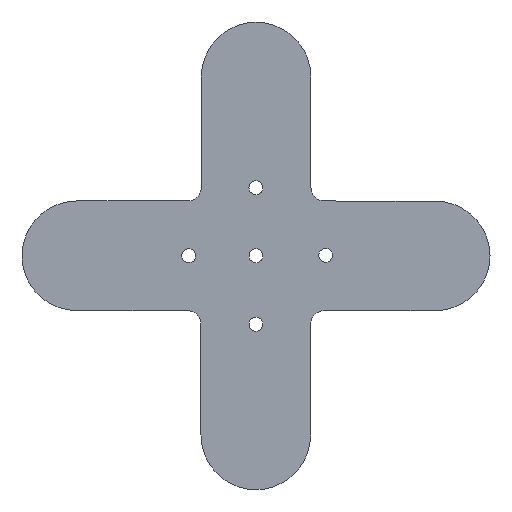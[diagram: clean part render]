
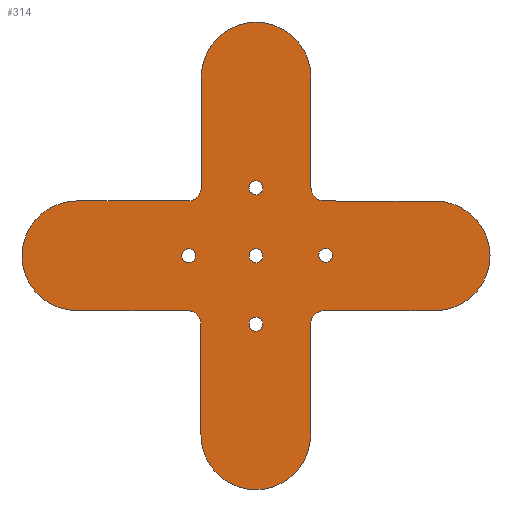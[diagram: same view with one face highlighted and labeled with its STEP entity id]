
A CAD part, top view. The second image highlights one B-rep face of the part: STEP entity #314.
In plain terms, the highlighted planar face has unit normal (0, 0, 1).
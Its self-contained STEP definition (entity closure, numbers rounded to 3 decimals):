
#42 = VERTEX_POINT('',#43);
#43 = CARTESIAN_POINT('',(187.675,-67.475,1.51));
#49 = EDGE_CURVE('',#42,#50,#52,.T.);
#50 = VERTEX_POINT('',#51);
#51 = CARTESIAN_POINT('',(238.475,-67.475,1.51));
#52 = CIRCLE('',#53,25.4);
#53 = AXIS2_PLACEMENT_3D('',#54,#55,#56);
#54 = CARTESIAN_POINT('',(213.075,-67.475,1.51));
#55 = DIRECTION('',(0.,0.,-1.));
#56 = DIRECTION('',(-1.,0.,-0.));
#84 = VERTEX_POINT('',#85);
#85 = CARTESIAN_POINT('',(187.66,-118.575,1.51));
#91 = EDGE_CURVE('',#84,#42,#92,.T.);
#92 = LINE('',#93,#94);
#93 = CARTESIAN_POINT('',(187.66,-118.575,1.51));
#94 = VECTOR('',#95,1.);
#95 = DIRECTION('',(0.,1.,0.));
#113 = EDGE_CURVE('',#50,#114,#116,.T.);
#114 = VERTEX_POINT('',#115);
#115 = CARTESIAN_POINT('',(238.515,-118.6,1.51));
#116 = LINE('',#117,#118);
#117 = CARTESIAN_POINT('',(238.475,-67.475,1.51));
#118 = VECTOR('',#119,1.);
#119 = DIRECTION('',(0.001,-1.,0.));
#314 = ADVANCED_FACE('',(#315,#429,#440,#451,#462,#473),#484,.T.);
#315 = FACE_BOUND('',#316,.T.);
#316 = EDGE_LOOP('',(#317,#318,#319,#328,#336,#345,#353,#362,#370,#379,
    #387,#396,#404,#413,#421,#428));
#317 = ORIENTED_EDGE('',*,*,#49,.F.);
#318 = ORIENTED_EDGE('',*,*,#91,.F.);
#319 = ORIENTED_EDGE('',*,*,#320,.F.);
#320 = EDGE_CURVE('',#321,#84,#323,.T.);
#321 = VERTEX_POINT('',#322);
#322 = CARTESIAN_POINT('',(181.31,-124.925,1.51));
#323 = CIRCLE('',#324,6.35);
#324 = AXIS2_PLACEMENT_3D('',#325,#326,#327);
#325 = CARTESIAN_POINT('',(181.31,-118.575,1.51));
#326 = DIRECTION('',(0.,0.,1.));
#327 = DIRECTION('',(0.,-1.,0.));
#328 = ORIENTED_EDGE('',*,*,#329,.F.);
#329 = EDGE_CURVE('',#330,#321,#332,.T.);
#330 = VERTEX_POINT('',#331);
#331 = CARTESIAN_POINT('',(129.975,-124.95,1.51));
#332 = LINE('',#333,#334);
#333 = CARTESIAN_POINT('',(129.975,-124.95,1.51));
#334 = VECTOR('',#335,1.);
#335 = DIRECTION('',(1.,0.,0.));
#336 = ORIENTED_EDGE('',*,*,#337,.F.);
#337 = EDGE_CURVE('',#338,#330,#340,.T.);
#338 = VERTEX_POINT('',#339);
#339 = CARTESIAN_POINT('',(129.975,-175.75,1.51));
#340 = CIRCLE('',#341,25.4);
#341 = AXIS2_PLACEMENT_3D('',#342,#343,#344);
#342 = CARTESIAN_POINT('',(129.975,-150.35,1.51));
#343 = DIRECTION('',(0.,0.,-1.));
#344 = DIRECTION('',(0.,-1.,-0.));
#345 = ORIENTED_EDGE('',*,*,#346,.F.);
#346 = EDGE_CURVE('',#347,#338,#349,.T.);
#347 = VERTEX_POINT('',#348);
#348 = CARTESIAN_POINT('',(181.16,-175.725,1.51));
#349 = LINE('',#350,#351);
#350 = CARTESIAN_POINT('',(181.16,-175.725,1.51));
#351 = VECTOR('',#352,1.);
#352 = DIRECTION('',(-1.,0.,0.));
#353 = ORIENTED_EDGE('',*,*,#354,.F.);
#354 = EDGE_CURVE('',#355,#347,#357,.T.);
#355 = VERTEX_POINT('',#356);
#356 = CARTESIAN_POINT('',(187.51,-182.075,1.51));
#357 = CIRCLE('',#358,6.35);
#358 = AXIS2_PLACEMENT_3D('',#359,#360,#361);
#359 = CARTESIAN_POINT('',(181.16,-182.075,1.51));
#360 = DIRECTION('',(0.,0.,1.));
#361 = DIRECTION('',(1.,0.,-0.));
#362 = ORIENTED_EDGE('',*,*,#363,.F.);
#363 = EDGE_CURVE('',#364,#355,#366,.T.);
#364 = VERTEX_POINT('',#365);
#365 = CARTESIAN_POINT('',(187.55,-233.425,1.51));
#366 = LINE('',#367,#368);
#367 = CARTESIAN_POINT('',(187.55,-233.425,1.51));
#368 = VECTOR('',#369,1.);
#369 = DIRECTION('',(-0.001,1.,0.));
#370 = ORIENTED_EDGE('',*,*,#371,.F.);
#371 = EDGE_CURVE('',#372,#364,#374,.T.);
#372 = VERTEX_POINT('',#373);
#373 = CARTESIAN_POINT('',(238.35,-233.425,1.51));
#374 = CIRCLE('',#375,25.4);
#375 = AXIS2_PLACEMENT_3D('',#376,#377,#378);
#376 = CARTESIAN_POINT('',(212.95,-233.425,1.51));
#377 = DIRECTION('',(0.,0.,-1.));
#378 = DIRECTION('',(1.,0.,0.));
#379 = ORIENTED_EDGE('',*,*,#380,.F.);
#380 = EDGE_CURVE('',#381,#372,#383,.T.);
#381 = VERTEX_POINT('',#382);
#382 = CARTESIAN_POINT('',(238.35,-182.15,1.51));
#383 = LINE('',#384,#385);
#384 = CARTESIAN_POINT('',(238.35,-182.15,1.51));
#385 = VECTOR('',#386,1.);
#386 = DIRECTION('',(0.,-1.,0.));
#387 = ORIENTED_EDGE('',*,*,#388,.F.);
#388 = EDGE_CURVE('',#389,#381,#391,.T.);
#389 = VERTEX_POINT('',#390);
#390 = CARTESIAN_POINT('',(244.7,-175.8,1.51));
#391 = CIRCLE('',#392,6.35);
#392 = AXIS2_PLACEMENT_3D('',#393,#394,#395);
#393 = CARTESIAN_POINT('',(244.7,-182.15,1.51));
#394 = DIRECTION('',(0.,0.,1.));
#395 = DIRECTION('',(0.,1.,0.));
#396 = ORIENTED_EDGE('',*,*,#397,.F.);
#397 = EDGE_CURVE('',#398,#389,#400,.T.);
#398 = VERTEX_POINT('',#399);
#399 = CARTESIAN_POINT('',(296.125,-175.8,1.51));
#400 = LINE('',#401,#402);
#401 = CARTESIAN_POINT('',(296.125,-175.8,1.51));
#402 = VECTOR('',#403,1.);
#403 = DIRECTION('',(-1.,0.,0.));
#404 = ORIENTED_EDGE('',*,*,#405,.F.);
#405 = EDGE_CURVE('',#406,#398,#408,.T.);
#406 = VERTEX_POINT('',#407);
#407 = CARTESIAN_POINT('',(296.125,-125.,1.51));
#408 = CIRCLE('',#409,25.4);
#409 = AXIS2_PLACEMENT_3D('',#410,#411,#412);
#410 = CARTESIAN_POINT('',(296.125,-150.4,1.51));
#411 = DIRECTION('',(0.,0.,-1.));
#412 = DIRECTION('',(0.,1.,0.));
#413 = ORIENTED_EDGE('',*,*,#414,.F.);
#414 = EDGE_CURVE('',#415,#406,#417,.T.);
#415 = VERTEX_POINT('',#416);
#416 = CARTESIAN_POINT('',(244.865,-124.95,1.51));
#417 = LINE('',#418,#419);
#418 = CARTESIAN_POINT('',(244.865,-124.95,1.51));
#419 = VECTOR('',#420,1.);
#420 = DIRECTION('',(1.,-0.001,0.));
#421 = ORIENTED_EDGE('',*,*,#422,.F.);
#422 = EDGE_CURVE('',#114,#415,#423,.T.);
#423 = CIRCLE('',#424,6.35);
#424 = AXIS2_PLACEMENT_3D('',#425,#426,#427);
#425 = CARTESIAN_POINT('',(244.865,-118.6,1.51));
#426 = DIRECTION('',(0.,0.,1.));
#427 = DIRECTION('',(-1.,0.,0.));
#428 = ORIENTED_EDGE('',*,*,#113,.F.);
#429 = FACE_BOUND('',#430,.T.);
#430 = EDGE_LOOP('',(#431));
#431 = ORIENTED_EDGE('',*,*,#432,.T.);
#432 = EDGE_CURVE('',#433,#433,#435,.T.);
#433 = VERTEX_POINT('',#434);
#434 = CARTESIAN_POINT('',(213.025,-185.275,1.51));
#435 = CIRCLE('',#436,3.2);
#436 = AXIS2_PLACEMENT_3D('',#437,#438,#439);
#437 = CARTESIAN_POINT('',(213.025,-182.075,1.51));
#438 = DIRECTION('',(-0.,0.,-1.));
#439 = DIRECTION('',(0.,-1.,-0.));
#440 = FACE_BOUND('',#441,.T.);
#441 = EDGE_LOOP('',(#442));
#442 = ORIENTED_EDGE('',*,*,#443,.T.);
#443 = EDGE_CURVE('',#444,#444,#446,.T.);
#444 = VERTEX_POINT('',#445);
#445 = CARTESIAN_POINT('',(181.875,-153.525,1.51));
#446 = CIRCLE('',#447,3.2);
#447 = AXIS2_PLACEMENT_3D('',#448,#449,#450);
#448 = CARTESIAN_POINT('',(181.875,-150.325,1.51));
#449 = DIRECTION('',(-0.,0.,-1.));
#450 = DIRECTION('',(-0.,-1.,0.));
#451 = FACE_BOUND('',#452,.T.);
#452 = EDGE_LOOP('',(#453));
#453 = ORIENTED_EDGE('',*,*,#454,.T.);
#454 = EDGE_CURVE('',#455,#455,#457,.T.);
#455 = VERTEX_POINT('',#456);
#456 = CARTESIAN_POINT('',(213.025,-153.5,1.51));
#457 = CIRCLE('',#458,3.2);
#458 = AXIS2_PLACEMENT_3D('',#459,#460,#461);
#459 = CARTESIAN_POINT('',(213.025,-150.3,1.51));
#460 = DIRECTION('',(-0.,0.,-1.));
#461 = DIRECTION('',(0.,-1.,-0.));
#462 = FACE_BOUND('',#463,.T.);
#463 = EDGE_LOOP('',(#464));
#464 = ORIENTED_EDGE('',*,*,#465,.T.);
#465 = EDGE_CURVE('',#466,#466,#468,.T.);
#466 = VERTEX_POINT('',#467);
#467 = CARTESIAN_POINT('',(213.,-121.975,1.51));
#468 = CIRCLE('',#469,3.2);
#469 = AXIS2_PLACEMENT_3D('',#470,#471,#472);
#470 = CARTESIAN_POINT('',(213.,-118.775,1.51));
#471 = DIRECTION('',(-0.,0.,-1.));
#472 = DIRECTION('',(-0.,-1.,0.));
#473 = FACE_BOUND('',#474,.T.);
#474 = EDGE_LOOP('',(#475));
#475 = ORIENTED_EDGE('',*,*,#476,.T.);
#476 = EDGE_CURVE('',#477,#477,#479,.T.);
#477 = VERTEX_POINT('',#478);
#478 = CARTESIAN_POINT('',(245.35,-153.375,1.51));
#479 = CIRCLE('',#480,3.2);
#480 = AXIS2_PLACEMENT_3D('',#481,#482,#483);
#481 = CARTESIAN_POINT('',(245.35,-150.175,1.51));
#482 = DIRECTION('',(-0.,0.,-1.));
#483 = DIRECTION('',(0.,-1.,0.));
#484 = PLANE('',#485);
#485 = AXIS2_PLACEMENT_3D('',#486,#487,#488);
#486 = CARTESIAN_POINT('',(0.,0.,1.51));
#487 = DIRECTION('',(0.,0.,1.));
#488 = DIRECTION('',(1.,0.,-0.));
